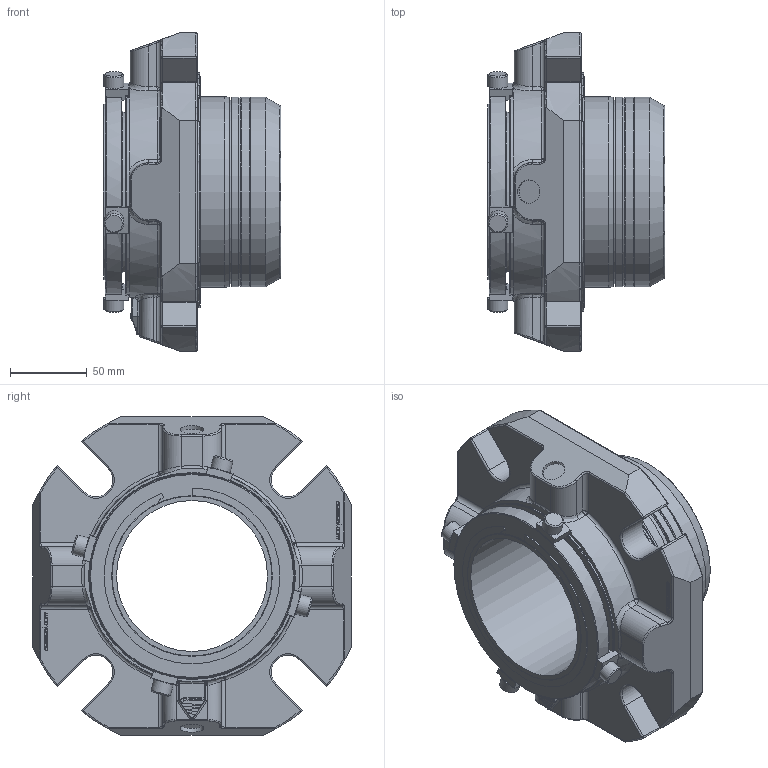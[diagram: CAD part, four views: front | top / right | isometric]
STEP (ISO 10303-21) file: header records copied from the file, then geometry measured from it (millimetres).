
FILE_DESCRIPTION(/* description */ ('Unknown'),/* implementation_level */ '2;1');
FILE_NAME(/* name */ '3.875',/* time_stamp */ '2023-01-30T16:45:20+00:00',/* author */ ('Unknown'),/* organization */ ('Unknown'),/* preprocessor_version */ 'ST-DEVELOPER v16.7',/* originating_system */ 'Solid Edge',/* authorisation */ 'Unknown');
FILE_SCHEMA (('AUTOMOTIVE_DESIGN {1 0 10303 214 3 1 1}'));
Length unit declared in the file: millimetre
Products named in the file (1): 3.875
Bounding box: 115.93 x 207.52 x 207.52 mm (x, y, z)
Volume: 1200469.2 mm3; surface area: 183971.4 mm2
Topology: 1 solids, 1 shells, 994 faces, 2600 edges, 1609 vertices
Faces by surface type: cylinder 318, plane 276, bspline 231, torus 106, cone 37, sphere 26
Full cylindrical faces by diameter (mm): 2.194 x1, 13 x4, 15.342 x2, 98.425 x1, 104.75 x1, 105.588 x1, 120.142 x2, 122.479 x1, 123.444 x2, 123.85 x1, 124.612 x1, 133.35 x2, 134.874 x1, 144.577 x1, 146.05 x1, 150.012 x1, 150.165 x1, 150.52 x1, 151 x1, 151.181 x1, 151.435 x1
Entity records: 34966 total; most frequent: CARTESIAN_POINT 12339, ORIENTED_EDGE 4960, DIRECTION 4292, EDGE_CURVE 2480, AXIS2_PLACEMENT_3D 1622, VERTEX_POINT 1580, EDGE_LOOP 1112, FACE_BOUND 1112
